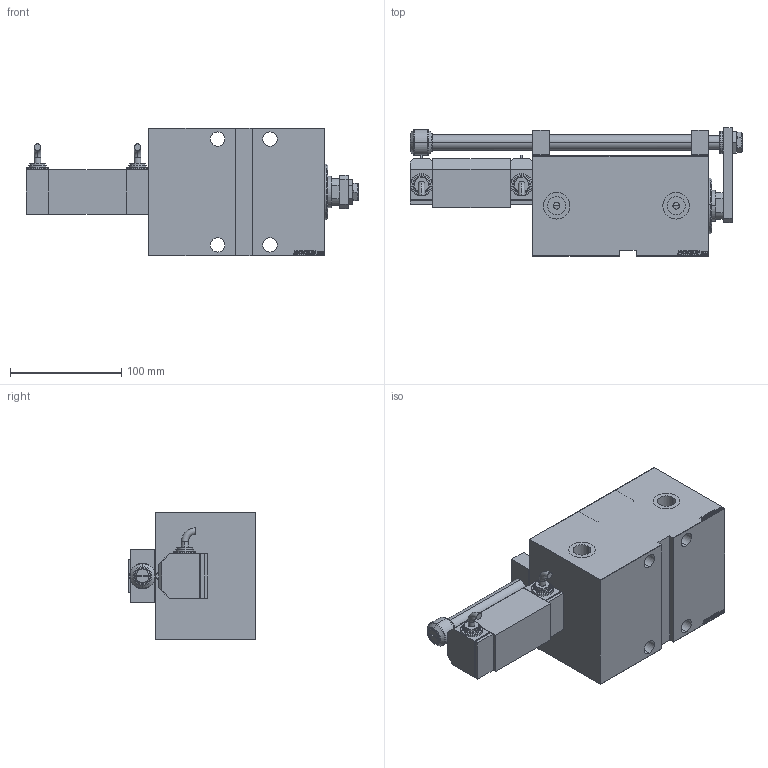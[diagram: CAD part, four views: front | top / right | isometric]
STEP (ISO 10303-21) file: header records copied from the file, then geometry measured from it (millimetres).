
FILE_DESCRIPTION (( 'STEP AP203' ), '1' );
FILE_NAME ('0b7c.STEP', '2022-04-17T14:09:51', ( '' ), ( '' ), 'SwSTEP 2.0', 'SolidWorks 2019', '' );
FILE_SCHEMA (( 'CONFIG_CONTROL_DESIGN' ));
Length unit declared in the file: millimetre
Products named in the file (13): NUT_D19_P a45a49a82505b4b6a52c57f19ec5ff25; V450CM_G_VCP a45a49a82505b4b6a52c57f19ec5ff25; SWITCH DIM W_B a45a49a82505b4b6a52c57f19ec5ff25; SWITCH_P_FRONT_BACK a45a49a82505b4b6a52c57f19ec5ff25; 0b7c; KROUZEK_PRO_TYC a45a49a82505b4b6a52c57f19ec5ff25; SWITCH P a45a49a82505b4b6a52c57f19ec5ff25; V450CM_VC_G a45a49a82505b4b6a52c57f19ec5ff25; TYC_P a45a49a82505b4b6a52c57f19ec5ff25; ZARAZKA_P a45a49a82505b4b6a52c57f19ec5ff25; MIDDLE a45a49a82505b4b6a52c57f19ec5ff25; V450CM_G_Body a45a49a82505b4b6a52c57f19ec5ff25; NUT_D16 a45a49a82505b4b6a52c57f19ec5ff25
Assembly tree (14 placements, depth 2):
  0b7c
    V450CM_G_Body a45a49a82505b4b6a52c57f19ec5ff25
    V450CM_G_VCP a45a49a82505b4b6a52c57f19ec5ff25
    V450CM_VC_G a45a49a82505b4b6a52c57f19ec5ff25
    NUT_D16 a45a49a82505b4b6a52c57f19ec5ff25
    NUT_D19_P a45a49a82505b4b6a52c57f19ec5ff25
    SWITCH DIM W_B a45a49a82505b4b6a52c57f19ec5ff25
    SWITCH P a45a49a82505b4b6a52c57f19ec5ff25  x2
    SWITCH_P_FRONT_BACK a45a49a82505b4b6a52c57f19ec5ff25  x2
    TYC_P a45a49a82505b4b6a52c57f19ec5ff25
    ZARAZKA_P a45a49a82505b4b6a52c57f19ec5ff25
    KROUZEK_PRO_TYC a45a49a82505b4b6a52c57f19ec5ff25
    MIDDLE a45a49a82505b4b6a52c57f19ec5ff25
Bounding box: 298.5 x 115 x 115 mm (x, y, z)
Volume: 1571109 mm3; surface area: 230392.7 mm2
Topology: 14 solids, 14 shells, 1081 faces, 2713 edges, 1782 vertices
Faces by surface type: plane 522, bspline 380, cylinder 110, cone 37, torus 32
Entity records: 48963 total; most frequent: CARTESIAN_POINT 25465, ORIENTED_EDGE 5126, DIRECTION 3338, EDGE_CURVE 2563, VERTEX_POINT 1686, LINE 1492, VECTOR 1492, EDGE_LOOP 1165
